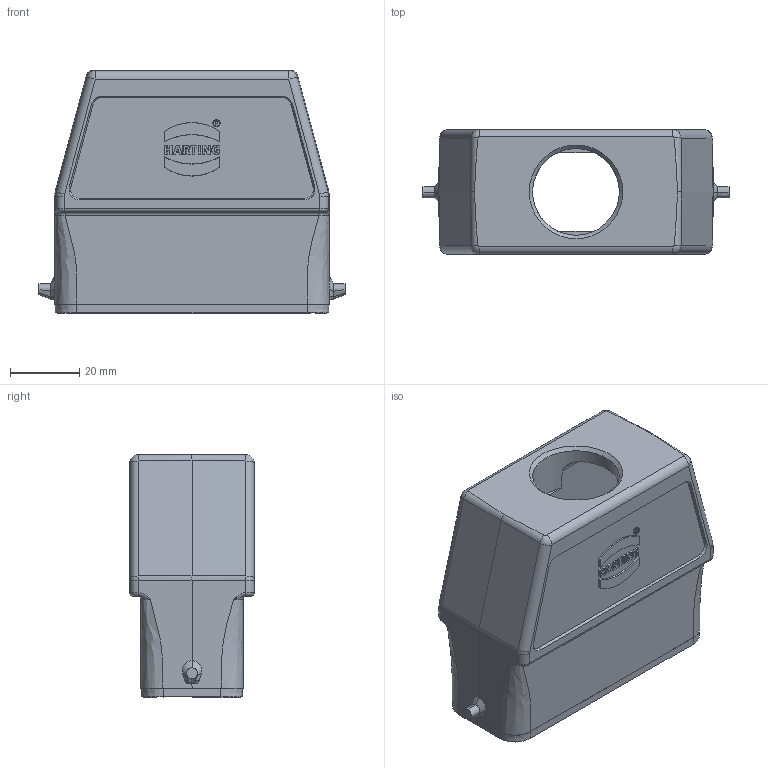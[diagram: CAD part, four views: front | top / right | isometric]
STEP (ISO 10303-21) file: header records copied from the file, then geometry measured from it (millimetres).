
FILE_DESCRIPTION(/* description */ (''),/* implementation_level */ '2;1');
FILE_NAME(/* name */ '100094849ugm000_c.stp',/* time_stamp */ '2017-11-06T10:51:00+01:00',/* author */ (''),/* organization */ (''),/* preprocessor_version */ 'ST-DEVELOPER v16',/* originating_system */ 'SIEMENS PLM Software NX 10.0',/* authorisation */ '');
FILE_SCHEMA (('AUTOMOTIVE_DESIGN { 1 0 10303 214 3 1 1 1 }'));
Length unit declared in the file: millimetre
Products named in the file (1): 100094849ugm000_c
Bounding box: 88.3 x 36 x 70 mm (x, y, z)
Volume: 64968.6 mm3; surface area: 32057.6 mm2
Topology: 1 solids, 1 shells, 505 faces, 1278 edges, 806 vertices
Faces by surface type: plane 283, cylinder 89, bspline 88, cone 33, torus 8, sphere 4
Full cylindrical faces by diameter (mm): 3 x4, 25 x1
Entity records: 18089 total; most frequent: CARTESIAN_POINT 4952, ORIENTED_EDGE 2482, DIRECTION 2172, EDGE_CURVE 1241, VERTEX_POINT 792, LINE 756, VECTOR 756, AXIS2_PLACEMENT_3D 708
